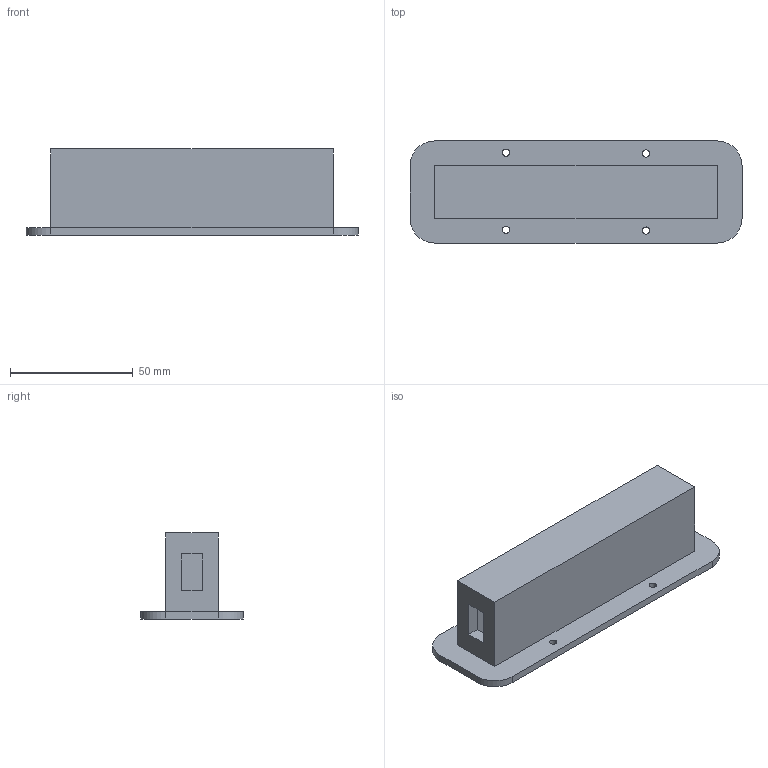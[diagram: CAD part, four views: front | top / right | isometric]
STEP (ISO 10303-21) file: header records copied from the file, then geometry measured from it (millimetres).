
FILE_DESCRIPTION (( 'STEP AP203' ), '1' );
FILE_NAME ('USB_hub_mount.STEP', '2023-02-28T07:44:37', ( '' ), ( '' ), 'SwSTEP 2.0', 'SolidWorks 2021', '' );
FILE_SCHEMA (( 'CONFIG_CONTROL_DESIGN' ));
Length unit declared in the file: millimetre
Products named in the file (1): USB_hub_mount
Bounding box: 135 x 41.5 x 35 mm (x, y, z)
Volume: 58727.1 mm3; surface area: 27803.3 mm2
Topology: 1 solids, 1 shells, 32 faces, 84 edges, 56 vertices
Faces by surface type: plane 20, cylinder 12
Entity records: 1089 total; most frequent: DIRECTION 174, CARTESIAN_POINT 173, ORIENTED_EDGE 168, EDGE_CURVE 84, LINE 60, VECTOR 60, AXIS2_PLACEMENT_3D 57, VERTEX_POINT 56
